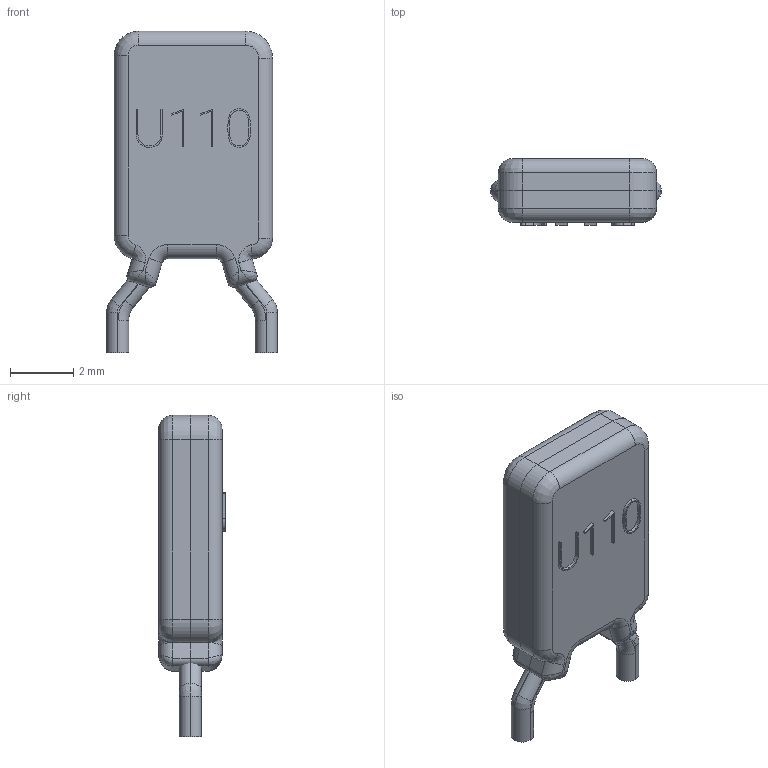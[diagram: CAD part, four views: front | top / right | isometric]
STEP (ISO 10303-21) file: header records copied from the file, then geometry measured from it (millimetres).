
FILE_DESCRIPTION(('FreeCAD Model'),'2;1');
FILE_NAME('Open CASCADE Shape Model','2024-08-02T00:54:16',(''),(''), 'Open CASCADE STEP processor 7.6','FreeCAD','Unknown');
FILE_SCHEMA(('AUTOMOTIVE_DESIGN { 1 0 10303 214 1 1 1 1 }'));
Length unit declared in the file: millimetre
Products named in the file (6): fusePTC; Cuerpo; Cuerpo001; Cuerpo002; Cuerpo003; Extrude
Assembly tree (5 placements, depth 2):
  fusePTC
    Cuerpo
    Cuerpo001
    Cuerpo002
    Cuerpo003
    Extrude
Bounding box: 5.39 x 2.1 x 10.15 mm (x, y, z)
Volume: 74.1 mm3; surface area: 206.4 mm2
Topology: 8 solids, 8 shells, 188 faces, 460 edges, 276 vertices
Faces by surface type: plane 72, cylinder 60, extrusion 24, bspline 12, revolution 12, torus 8
Entity records: 6567 total; most frequent: CARTESIAN_POINT 2178, ORIENTED_EDGE 896, DIRECTION 804, EDGE_CURVE 448, VERTEX_POINT 276, VECTOR 276, AXIS2_PLACEMENT_3D 258, LINE 252
